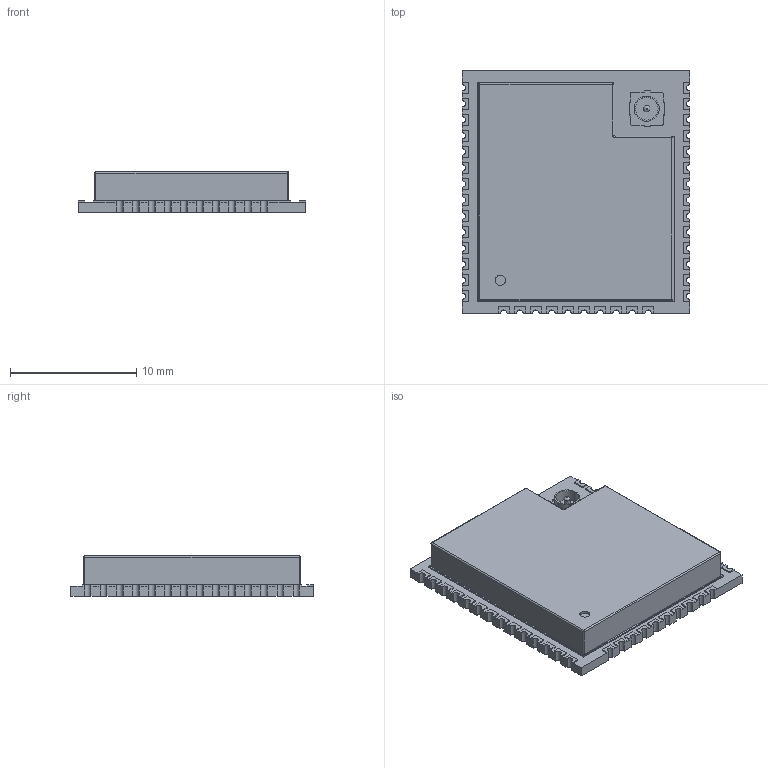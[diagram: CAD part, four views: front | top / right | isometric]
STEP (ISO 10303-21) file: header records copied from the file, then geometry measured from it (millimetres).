
FILE_DESCRIPTION(/* description */ ('STEP AP242','CAx-IF Rec.Pracs.---Representation and Presentation of Product Manufacturing Information (PMI)---4.0---2014-10-13','CAx-IF Rec.Pracs.---3D Tessellated Geometry---0.4---2014-09-14','2;1'),/* implementation_level */ '2;1');
FILE_NAME(/* name */ '61fc70dbecde910f8c9021c0',/* time_stamp */ '2022-02-04T00:18:36+00:00',/* author */ (''),/* organization */ (''),/* preprocessor_version */ 'ST-DEVELOPER v18.101',/* originating_system */ ' ',/* authorisation */ ' ');
FILE_SCHEMA (('AP242_MANAGED_MODEL_BASED_3D_ENGINEERING_MIM_LF { 1 0 10303 442 1 1 4 }'));
Length unit declared in the file: metre
Products named in the file (1): ESP32-WROOM-32U
Bounding box: 18 x 19.2 x 3.2 mm (x, y, z)
Volume: 866.2 mm3; surface area: 932.1 mm2
Topology: 1 solids, 1 shells, 298 faces, 857 edges, 562 vertices
Faces by surface type: plane 233, cylinder 58, sphere 5, torus 2
Full cylindrical faces by diameter (mm): 0.5 x1, 0.8 x1, 1.8 x1, 2 x1
Entity records: 10360 total; most frequent: CARTESIAN_POINT 1708, ORIENTED_EDGE 1694, DIRECTION 1563, EDGE_CURVE 847, LINE 729, VECTOR 729, VERTEX_POINT 562, AXIS2_PLACEMENT_3D 417
